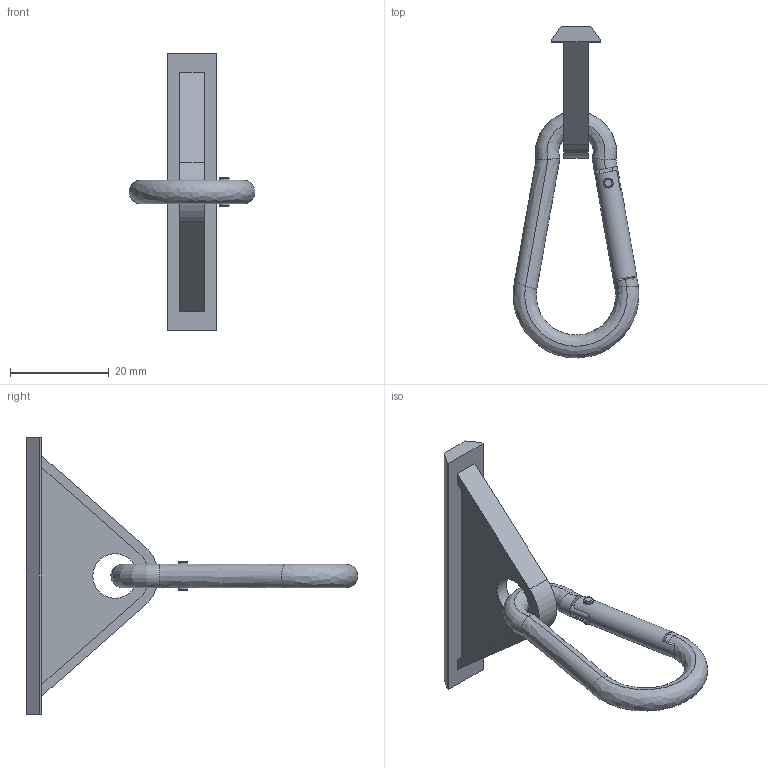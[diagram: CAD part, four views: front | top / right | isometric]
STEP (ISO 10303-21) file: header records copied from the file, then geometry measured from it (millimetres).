
FILE_DESCRIPTION (( 'STEP AP203' ), '1' );
FILE_NAME ('AL-395.0200A.01 Ïîäâåñíîé ïîëçóí ñ êàðàáèíîì Ïàç 6.STEP', '2025-03-28T06:23:07', ( '' ), ( '' ), 'SwSTEP 2.0', 'SolidWorks 2021', '' );
FILE_SCHEMA (( 'CONFIG_CONTROL_DESIGN' ));
Length unit declared in the file: millimetre
Products named in the file (1): AL-395.0200A.01 Ïîäâåñíîé ïîëçóí ñ êàðàáèíîì Ïàç 6
Bounding box: 25.48 x 67.1 x 56 mm (x, y, z)
Surface area: 4764.7 mm2 (no closed solid volume)
Topology: 0 solids, 3 shells, 72 faces, 214 edges, 147 vertices
Faces by surface type: plane 42, cylinder 15, bspline 11, torus 4
Entity records: 6856 total; most frequent: CARTESIAN_POINT 4928, ORIENTED_EDGE 408, DIRECTION 344, EDGE_CURVE 214, VERTEX_POINT 147, AXIS2_PLACEMENT_3D 121, LINE 102, VECTOR 102
